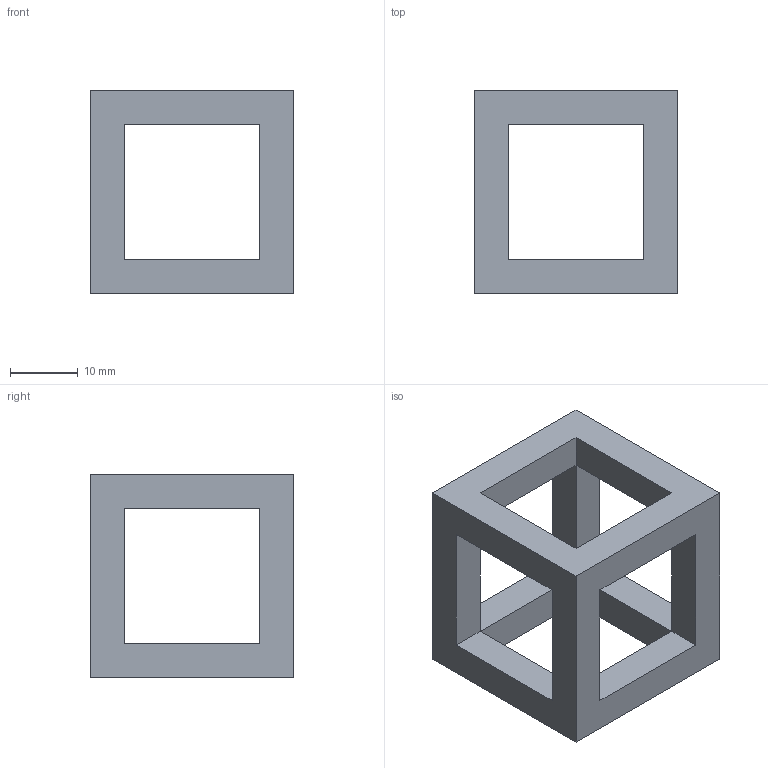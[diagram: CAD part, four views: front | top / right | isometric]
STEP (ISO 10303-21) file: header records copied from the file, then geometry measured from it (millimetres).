
FILE_DESCRIPTION (( 'STEP AP214' ), '1' );
FILE_NAME ('TEST.STEP', '2015-11-24T14:40:13', ( '' ), ( '' ), 'SwSTEP 2.0', 'SolidWorks 2014', '' );
FILE_SCHEMA (( 'AUTOMOTIVE_DESIGN' ));
Length unit declared in the file: millimetre
Products named in the file (1): TEST
Bounding box: 30 x 30 x 30 mm (x, y, z)
Volume: 7000 mm3; surface area: 5400 mm2
Topology: 1 solids, 1 shells, 30 faces, 72 edges, 40 vertices
Faces by surface type: plane 30
Entity records: 878 total; most frequent: ORIENTED_EDGE 144, CARTESIAN_POINT 143, DIRECTION 134, EDGE_CURVE 72, VECTOR 72, LINE 72, VERTEX_POINT 40, EDGE_LOOP 36
